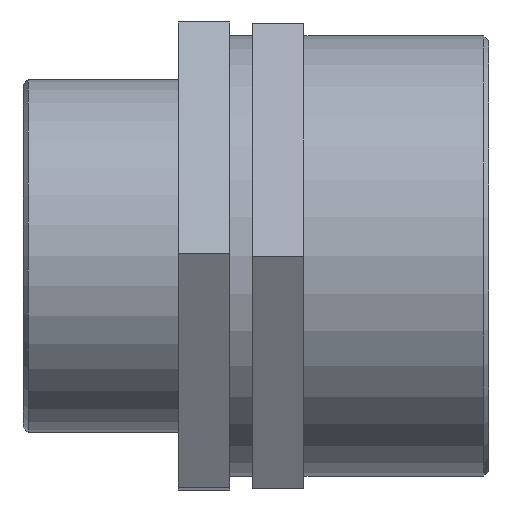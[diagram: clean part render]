
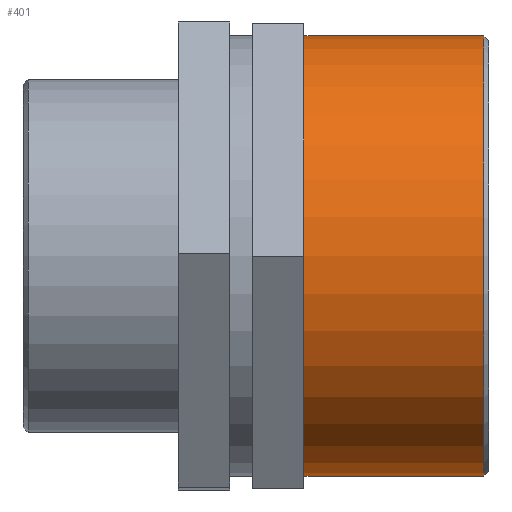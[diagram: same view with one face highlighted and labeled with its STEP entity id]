
A CAD part, top view. The second image highlights one B-rep face of the part: STEP entity #401.
In plain terms, the highlighted cylindrical face has radius 29.807 mm (diameter 59.614 mm), a full revolution.
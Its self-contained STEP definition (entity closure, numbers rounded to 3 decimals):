
#16=CYLINDRICAL_SURFACE('',#435,29.807);
#24=FACE_BOUND('',#95,.T.);
#38=CIRCLE('',#433,29.807);
#40=CIRCLE('',#436,29.807);
#64=FACE_OUTER_BOUND('',#94,.T.);
#94=EDGE_LOOP('',(#326));
#95=EDGE_LOOP('',(#327));
#214=VERTEX_POINT('',#650);
#216=VERTEX_POINT('',#655);
#262=EDGE_CURVE('',#214,#214,#38,.T.);
#264=EDGE_CURVE('',#216,#216,#40,.T.);
#326=ORIENTED_EDGE('',*,*,#264,.T.);
#327=ORIENTED_EDGE('',*,*,#262,.F.);
#401=ADVANCED_FACE('',(#64,#24),#16,.T.);
#433=AXIS2_PLACEMENT_3D('',#651,#529,#530);
#435=AXIS2_PLACEMENT_3D('',#654,#533,#534);
#436=AXIS2_PLACEMENT_3D('',#656,#535,#536);
#529=DIRECTION('center_axis',(1.,0.,0.));
#530=DIRECTION('ref_axis',(0.,-1.,0.));
#533=DIRECTION('center_axis',(1.,0.,0.));
#534=DIRECTION('ref_axis',(0.,1.,0.));
#535=DIRECTION('center_axis',(1.,0.,0.));
#536=DIRECTION('ref_axis',(0.,0.,-1.));
#650=CARTESIAN_POINT('',(30.87,29.807,0.));
#651=CARTESIAN_POINT('Origin',(30.87,0.,0.));
#654=CARTESIAN_POINT('Origin',(19.,0.,0.));
#655=CARTESIAN_POINT('',(6.5,29.807,0.));
#656=CARTESIAN_POINT('Origin',(6.5,0.,0.));
